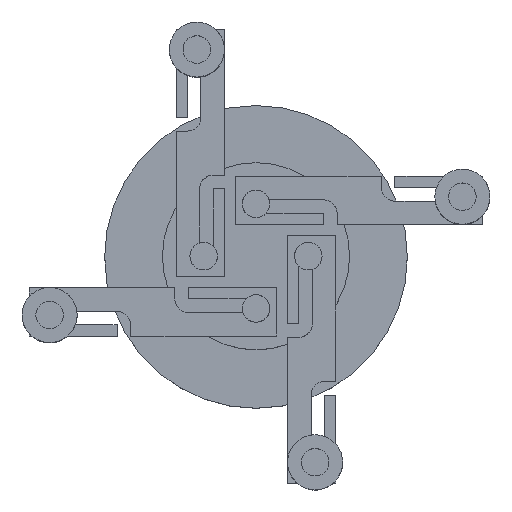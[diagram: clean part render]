
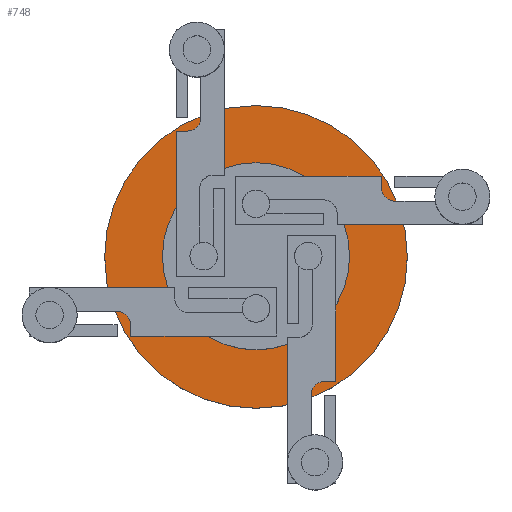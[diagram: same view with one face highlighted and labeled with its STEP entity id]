
A CAD part, top view. The second image highlights one B-rep face of the part: STEP entity #748.
In plain terms, the highlighted planar face has unit normal (0, 0, 1).
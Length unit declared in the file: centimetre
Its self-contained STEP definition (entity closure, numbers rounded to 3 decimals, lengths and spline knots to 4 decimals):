
#159=PLANE('',#817);
#194=FACE_BOUND('',#282,.T.);
#195=FACE_BOUND('',#283,.T.);
#196=FACE_BOUND('',#284,.T.);
#197=FACE_BOUND('',#285,.T.);
#224=FACE_OUTER_BOUND('',#281,.T.);
#281=EDGE_LOOP('',(#554));
#282=EDGE_LOOP('',(#555));
#283=EDGE_LOOP('',(#556));
#284=EDGE_LOOP('',(#557));
#285=EDGE_LOOP('',(#558));
#341=CIRCLE('',#800,0.3175);
#343=CIRCLE('',#804,0.3175);
#345=CIRCLE('',#808,0.3175);
#347=CIRCLE('',#812,0.3175);
#349=CIRCLE('',#816,3.4925);
#380=VERTEX_POINT('',#1156);
#382=VERTEX_POINT('',#1162);
#384=VERTEX_POINT('',#1168);
#386=VERTEX_POINT('',#1174);
#388=VERTEX_POINT('',#1180);
#447=EDGE_CURVE('',#380,#380,#341,.T.);
#449=EDGE_CURVE('',#382,#382,#343,.T.);
#451=EDGE_CURVE('',#384,#384,#345,.T.);
#453=EDGE_CURVE('',#386,#386,#347,.T.);
#455=EDGE_CURVE('',#388,#388,#349,.T.);
#554=ORIENTED_EDGE('',*,*,#455,.T.);
#555=ORIENTED_EDGE('',*,*,#447,.T.);
#556=ORIENTED_EDGE('',*,*,#449,.T.);
#557=ORIENTED_EDGE('',*,*,#451,.T.);
#558=ORIENTED_EDGE('',*,*,#453,.T.);
#748=ADVANCED_FACE('',(#224,#194,#195,#196,#197),#159,.T.);
#800=AXIS2_PLACEMENT_3D('',#1157,#910,#911);
#804=AXIS2_PLACEMENT_3D('',#1163,#918,#919);
#808=AXIS2_PLACEMENT_3D('',#1169,#926,#927);
#812=AXIS2_PLACEMENT_3D('',#1175,#934,#935);
#816=AXIS2_PLACEMENT_3D('',#1181,#942,#943);
#817=AXIS2_PLACEMENT_3D('',#1182,#944,#945);
#910=DIRECTION('center_axis',(0.,0.,-1.));
#911=DIRECTION('ref_axis',(1.,0.,0.));
#918=DIRECTION('center_axis',(0.,0.,-1.));
#919=DIRECTION('ref_axis',(1.,0.,0.));
#926=DIRECTION('center_axis',(0.,0.,-1.));
#927=DIRECTION('ref_axis',(1.,0.,0.));
#934=DIRECTION('center_axis',(0.,0.,-1.));
#935=DIRECTION('ref_axis',(1.,0.,0.));
#942=DIRECTION('center_axis',(0.,0.,1.));
#943=DIRECTION('ref_axis',(1.,0.,0.));
#944=DIRECTION('center_axis',(0.,0.,1.));
#945=DIRECTION('ref_axis',(1.,0.,0.));
#1156=CARTESIAN_POINT('',(-1.524,0.,0.));
#1157=CARTESIAN_POINT('Origin',(-1.2065,0.,0.));
#1162=CARTESIAN_POINT('',(-0.3175,1.2065,0.));
#1163=CARTESIAN_POINT('Origin',(0.,1.2065,0.));
#1168=CARTESIAN_POINT('',(-0.3175,-1.2065,0.));
#1169=CARTESIAN_POINT('Origin',(0.,-1.2065,0.));
#1174=CARTESIAN_POINT('',(0.889,0.,0.));
#1175=CARTESIAN_POINT('Origin',(1.2065,0.,0.));
#1180=CARTESIAN_POINT('',(-3.4925,0.,0.));
#1181=CARTESIAN_POINT('Origin',(0.,0.,0.));
#1182=CARTESIAN_POINT('Origin',(0.,0.,0.));
